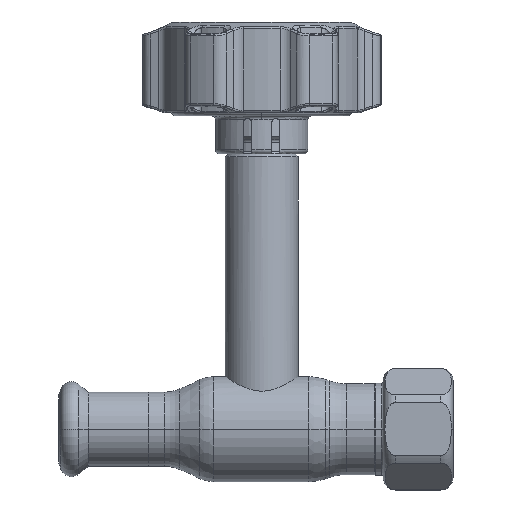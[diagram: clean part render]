
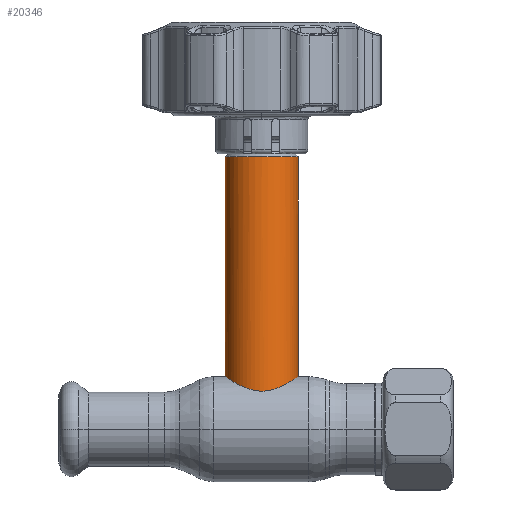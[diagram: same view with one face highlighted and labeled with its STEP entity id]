
A CAD part, top view. The second image highlights one B-rep face of the part: STEP entity #20346.
In plain terms, the highlighted cylindrical face has radius 9 mm (diameter 18 mm), a partial arc.
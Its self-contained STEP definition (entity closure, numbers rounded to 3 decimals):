
#202 = CARTESIAN_POINT ( 'NONE',  ( -9., 13., 0. ) ) ;
#894 = DIRECTION ( 'NONE',  ( -1., 0., 0. ) ) ;
#1304 = CARTESIAN_POINT ( 'NONE',  ( -8.937, 12.956, 1.223 ) ) ;
#1482 = CARTESIAN_POINT ( 'NONE',  ( 4.041, 10.212, 8.047 ) ) ;
#1656 = CARTESIAN_POINT ( 'NONE',  ( -9., 13., 0. ) ) ;
#1834 = CARTESIAN_POINT ( 'NONE',  ( 2.969, 9.827, 8.516 ) ) ;
#2730 = DIRECTION ( 'NONE',  ( -1., 0., 0. ) ) ;
#2851 = CARTESIAN_POINT ( 'NONE',  ( 9., 0., 0. ) ) ;
#3217 = DIRECTION ( 'NONE',  ( 0., -1., 0. ) ) ;
#4214 = CARTESIAN_POINT ( 'NONE',  ( -9., 13., 0.618 ) ) ;
#4575 = CARTESIAN_POINT ( 'NONE',  ( 1.215, 9.441, 8.938 ) ) ;
#4766 = CARTESIAN_POINT ( 'NONE',  ( 7.748, 12.166, 4.589 ) ) ;
#4937 = VERTEX_POINT ( 'NONE', #9469 ) ;
#4950 = CARTESIAN_POINT ( 'NONE',  ( 8.511, 12.665, 2.987 ) ) ;
#5246 = CARTESIAN_POINT ( 'NONE',  ( 9., 13., 0. ) ) ;
#5852 = DIRECTION ( 'NONE',  ( 0., -1., 0. ) ) ;
#6208 = VERTEX_POINT ( 'NONE', #21194 ) ;
#6985 = CARTESIAN_POINT ( 'NONE',  ( 4.547, 10.422, 7.772 ) ) ;
#7000 = VECTOR ( 'NONE', #3217, 1000. ) ;
#7167 = CARTESIAN_POINT ( 'NONE',  ( 8.875, 12.914, 1.525 ) ) ;
#7346 = CARTESIAN_POINT ( 'NONE',  ( -0.308, 9.381, 9. ) ) ;
#7529 = CARTESIAN_POINT ( 'NONE',  ( -2.114, 9.612, 8.753 ) ) ;
#7712 = CARTESIAN_POINT ( 'NONE',  ( -1.227, 9.456, 8.921 ) ) ;
#8914 = LINE ( 'NONE', #2851, #7000 ) ;
#9469 = CARTESIAN_POINT ( 'NONE',  ( -9., 67.169, 0. ) ) ;
#9744 = CARTESIAN_POINT ( 'NONE',  ( -8.694, 12.789, 2.406 ) ) ;
#10043 = AXIS2_PLACEMENT_3D ( 'NONE', #24997, #5852, #2730 ) ;
#10087 = CARTESIAN_POINT ( 'NONE',  ( 8.985, 12.989, 0.61 ) ) ;
#10443 = CARTESIAN_POINT ( 'NONE',  ( -5.494, 10.863, 7.151 ) ) ;
#11404 = EDGE_LOOP ( 'NONE', ( #34079, #26193, #14145, #21086 ) ) ;
#12394 = CIRCLE ( 'NONE', #10043, 9. ) ;
#12396 = VERTEX_POINT ( 'NONE', #5246 ) ;
#12645 = CARTESIAN_POINT ( 'NONE',  ( 5.933, 11.095, 6.791 ) ) ;
#12813 = CARTESIAN_POINT ( 'NONE',  ( -8.51, 12.665, 2.988 ) ) ;
#12999 = CARTESIAN_POINT ( 'NONE',  ( -2.403, 9.68, 8.678 ) ) ;
#13182 = CARTESIAN_POINT ( 'NONE',  ( -5.938, 11.097, 6.787 ) ) ;
#13183 = LINE ( 'NONE', #35385, #14908 ) ;
#14145 = ORIENTED_EDGE ( 'NONE', *, *, #14391, .T. ) ;
#14391 = EDGE_CURVE ( 'NONE', #4937, #32111, #13183, .T. ) ;
#14908 = VECTOR ( 'NONE', #18467, 1000. ) ;
#15367 = CARTESIAN_POINT ( 'NONE',  ( 3.778, 10.11, 8.174 ) ) ;
#15725 = CARTESIAN_POINT ( 'NONE',  ( 6.747, 11.55, 5.984 ) ) ;
#15901 = CARTESIAN_POINT ( 'NONE',  ( 8.029, 12.347, 4.077 ) ) ;
#16096 = CARTESIAN_POINT ( 'NONE',  ( 8.922, 12.946, 1.22 ) ) ;
#17524 = CARTESIAN_POINT ( 'NONE',  ( 0., 0., 0. ) ) ;
#18467 = DIRECTION ( 'NONE',  ( 0., -1., 0. ) ) ;
#18643 = CARTESIAN_POINT ( 'NONE',  ( -0.618, 9.396, 8.984 ) ) ;
#18833 = CARTESIAN_POINT ( 'NONE',  ( 4.79, 10.531, 7.625 ) ) ;
#19505 = EDGE_CURVE ( 'NONE', #32111, #12396, #32842, .T. ) ;
#20346 = ADVANCED_FACE ( 'NONE', ( #25349 ), #27531, .T. ) ;
#20830 = CARTESIAN_POINT ( 'NONE',  ( -7.11, 11.768, 5.549 ) ) ;
#21086 = ORIENTED_EDGE ( 'NONE', *, *, #19505, .T. ) ;
#21194 = CARTESIAN_POINT ( 'NONE',  ( 9., 67.169, 0. ) ) ;
#21375 = CARTESIAN_POINT ( 'NONE',  ( -3.249, 9.924, 8.398 ) ) ;
#22850 = AXIS2_PLACEMENT_3D ( 'NONE', #17524, #28795, #894 ) ;
#23570 = CARTESIAN_POINT ( 'NONE',  ( -8.046, 12.358, 4.075 ) ) ;
#23748 = CARTESIAN_POINT ( 'NONE',  ( 9., 13., 0.305 ) ) ;
#23924 = CARTESIAN_POINT ( 'NONE',  ( 7.112, 11.769, 5.546 ) ) ;
#24997 = CARTESIAN_POINT ( 'NONE',  ( 0., 67.169, 0. ) ) ;
#25349 = FACE_OUTER_BOUND ( 'NONE', #11404, .T. ) ;
#26193 = ORIENTED_EDGE ( 'NONE', *, *, #33319, .T. ) ;
#26463 = CARTESIAN_POINT ( 'NONE',  ( -7.764, 12.174, 4.589 ) ) ;
#27531 = CYLINDRICAL_SURFACE ( 'NONE', #22850, 9. ) ;
#28795 = DIRECTION ( 'NONE',  ( 0., -1., 0. ) ) ;
#29190 = CARTESIAN_POINT ( 'NONE',  ( 8.691, 12.787, 2.417 ) ) ;
#29552 = CARTESIAN_POINT ( 'NONE',  ( -2.971, 9.836, 8.501 ) ) ;
#29734 = CARTESIAN_POINT ( 'NONE',  ( 0.609, 9.381, 9. ) ) ;
#29913 = CARTESIAN_POINT ( 'NONE',  ( 8.159, 12.433, 3.81 ) ) ;
#30497 = EDGE_CURVE ( 'NONE', #6208, #12396, #8914, .T. ) ;
#31942 = CARTESIAN_POINT ( 'NONE',  ( 2.405, 9.667, 8.694 ) ) ;
#32111 = VERTEX_POINT ( 'NONE', #202 ) ;
#32121 = CARTESIAN_POINT ( 'NONE',  ( 7.597, 12.07, 4.835 ) ) ;
#32476 = CARTESIAN_POINT ( 'NONE',  ( -4.052, 10.206, 8.057 ) ) ;
#32661 = CARTESIAN_POINT ( 'NONE',  ( 5.496, 10.864, 7.15 ) ) ;
#32842 = B_SPLINE_CURVE_WITH_KNOTS ( 'NONE', 3,
 ( #1656, #4214, #1304, #9744, #12813, #23570, #26463, #20830, #34678, #13182, #10443, #35024, #32476, #21375, #29552, #12999, #7529, #35199, #7712, #18643, #7346, #29734, #4575, #31942, #1834, #15367, #1482, #6985, #18833, #32661, #12645, #15725, #23924, #32121, #4766, #15901, #29913, #4950, #29190, #7167, #16096, #10087, #23748, #34843 ),
 .UNSPECIFIED., .F., .F.,
 ( 4, 2, 2, 2, 2, 2, 2, 2, 2, 2, 2, 2, 2, 2, 2, 2, 2, 2, 2, 2, 2, 4 ),
 ( 0., 0.002, 0.004, 0.005, 0.007, 0.009, 0.011, 0.012, 0.013, 0.014, 0.015, 0.016, 0.018, 0.019, 0.02, 0.022, 0.024, 0.025, 0.026, 0.027, 0.028, 0.029 ),
 .UNSPECIFIED. ) ;
#33319 = EDGE_CURVE ( 'NONE', #6208, #4937, #12394, .T. ) ;
#34079 = ORIENTED_EDGE ( 'NONE', *, *, #30497, .F. ) ;
#34678 = CARTESIAN_POINT ( 'NONE',  ( -6.744, 11.549, 5.986 ) ) ;
#34843 = CARTESIAN_POINT ( 'NONE',  ( 9., 13., 0. ) ) ;
#35024 = CARTESIAN_POINT ( 'NONE',  ( -4.552, 10.419, 7.785 ) ) ;
#35199 = CARTESIAN_POINT ( 'NONE',  ( -1.526, 9.5, 8.875 ) ) ;
#35385 = CARTESIAN_POINT ( 'NONE',  ( -9., 0., 0. ) ) ;
